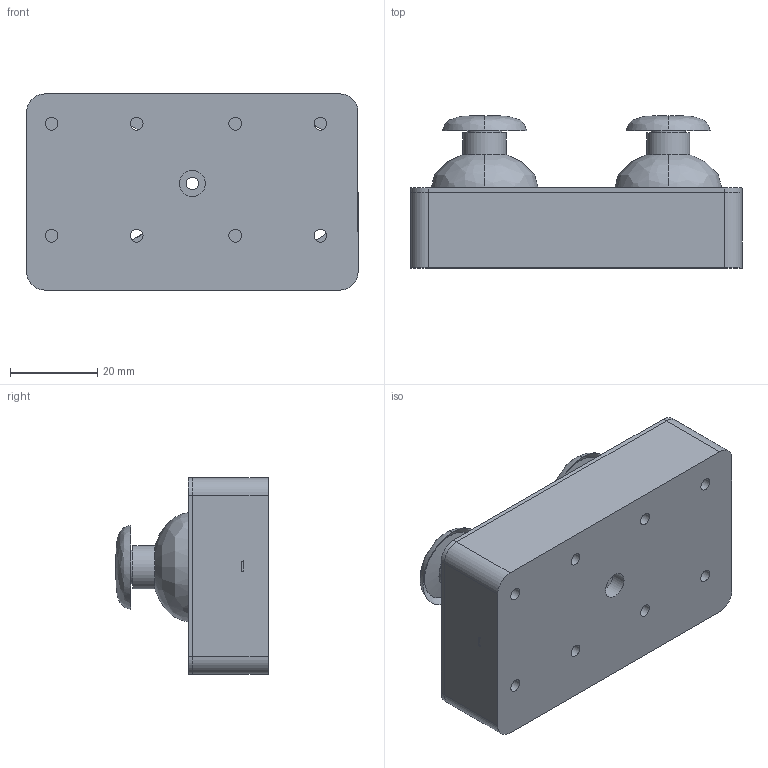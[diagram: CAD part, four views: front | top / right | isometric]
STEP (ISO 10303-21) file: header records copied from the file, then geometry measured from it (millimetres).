
FILE_DESCRIPTION(/* description */ (''),/* implementation_level */ '2;1');
FILE_NAME(/* name */ 'Assembly_Joystick_PS2.iam.step',/* time_stamp */ '2022-11-29T09:14:01+01:00',/* author */ ('diederichbenedict'),/* organization */ (''),/* preprocessor_version */ 'ST-DEVELOPER v18.1',/* originating_system */ 'Autodesk Inventor 2022',/* authorisation */ '');
FILE_SCHEMA (('AUTOMOTIVE_DESIGN { 1 0 10303 214 3 1 1 }'));
Length unit declared in the file: millimetre
Products named in the file (4): Assembly_Joystick_PS2; 00_Joystick_PS2; 40_Joystick_PS2_Base; 40_Joystick_PS2_Lid
Assembly tree (4 placements, depth 2):
  Assembly_Joystick_PS2
    00_Joystick_PS2  x2
    40_Joystick_PS2_Base
    40_Joystick_PS2_Lid
Bounding box: 76.19 x 34.95 x 45 mm (x, y, z)
Volume: 31328.8 mm3; surface area: 35293.2 mm2
Topology: 60 solids, 60 shells, 1431 faces, 3548 edges, 2336 vertices
Faces by surface type: plane 925, cylinder 260, bspline 214, torus 20, sphere 8, cone 4
Full cylindrical faces by diameter (mm): 1 x8, 2.7 x2, 2.9 x18, 3.5 x2, 4.5 x4, 5 x1, 6 x9, 7.25 x2, 7.9 x2, 9.9 x2, 30 x2
Entity records: 30631 total; most frequent: CARTESIAN_POINT 9921, ORIENTED_EDGE 4316, DIRECTION 3788, EDGE_CURVE 2158, LINE 1582, VECTOR 1582, VERTEX_POINT 1428, AXIS2_PLACEMENT_3D 1103
